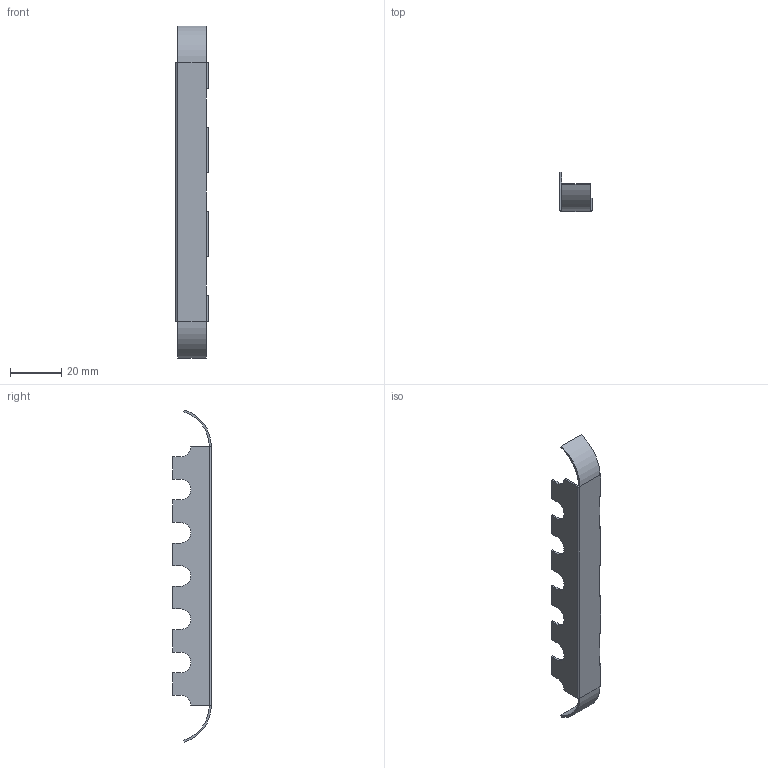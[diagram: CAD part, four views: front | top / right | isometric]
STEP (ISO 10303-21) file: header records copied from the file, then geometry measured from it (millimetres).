
FILE_DESCRIPTION (( 'STEP AP214' ), '1' );
FILE_NAME ('B357 Ñòîïîð äëÿ ðîëèêîâîé íàïðàâëÿþùåé, Ô28.STEP', '2025-06-06T12:19:04', ( '' ), ( '' ), 'SwSTEP 2.0', 'SolidWorks 2025', '' );
FILE_SCHEMA (( 'AUTOMOTIVE_DESIGN' ));
Length unit declared in the file: millimetre
Products named in the file (1): B357 Стопор для роликовой направляющей, Ф28
Bounding box: 12.5 x 15 x 129.07 mm (x, y, z)
Volume: 2294.2 mm3; surface area: 6210.2 mm2
Topology: 1 solids, 1 shells, 75 faces, 201 edges, 128 vertices
Faces by surface type: plane 59, cylinder 16
Entity records: 2326 total; most frequent: CARTESIAN_POINT 405, ORIENTED_EDGE 402, DIRECTION 385, EDGE_CURVE 201, LINE 169, VECTOR 169, VERTEX_POINT 128, AXIS2_PLACEMENT_3D 108
